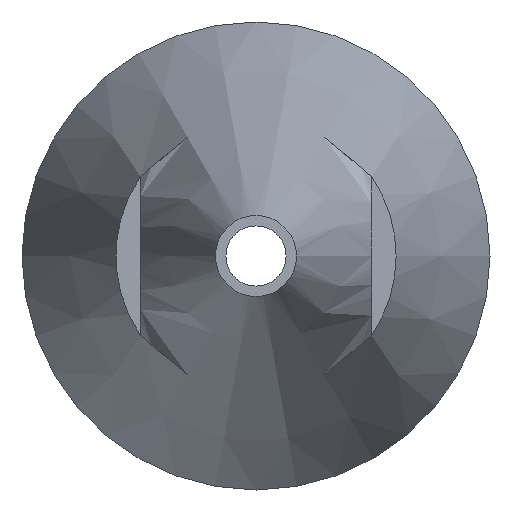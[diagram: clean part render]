
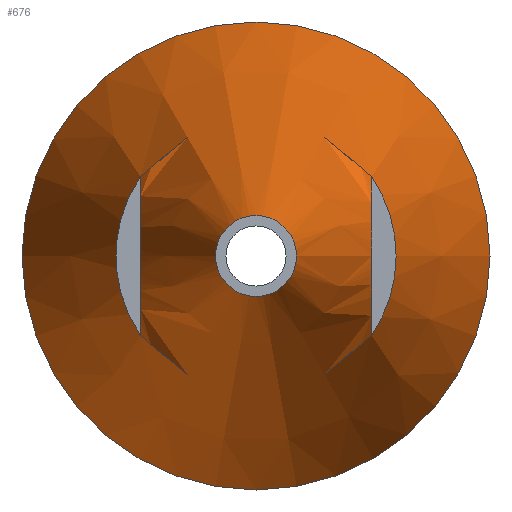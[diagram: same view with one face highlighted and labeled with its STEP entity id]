
A CAD part, left-side view. The second image highlights one B-rep face of the part: STEP entity #676.
In plain terms, the highlighted conical face has half-angle 18.872 degrees and reference radius 3.531 mm.
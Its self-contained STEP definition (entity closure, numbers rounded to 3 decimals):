
#15=CONICAL_SURFACE('',#731,3.531,0.329);
#17=(
BOUNDED_CURVE()
B_SPLINE_CURVE(2,(#3122,#3123,#3124),.UNSPECIFIED.,.F.,.F.)
B_SPLINE_CURVE_WITH_KNOTS((3,3),(0.205,0.41),
 .UNSPECIFIED.)
CURVE()
GEOMETRIC_REPRESENTATION_ITEM()
RATIONAL_B_SPLINE_CURVE((1.,1.015,1.))
REPRESENTATION_ITEM('')
);
#18=(
BOUNDED_CURVE()
B_SPLINE_CURVE(2,(#3126,#3127,#3128),.UNSPECIFIED.,.F.,.F.)
B_SPLINE_CURVE_WITH_KNOTS((3,3),(0.,0.205),.UNSPECIFIED.)
CURVE()
GEOMETRIC_REPRESENTATION_ITEM()
RATIONAL_B_SPLINE_CURVE((1.,1.015,1.))
REPRESENTATION_ITEM('')
);
#19=(
BOUNDED_CURVE()
B_SPLINE_CURVE(2,(#3129,#3130,#3131),.UNSPECIFIED.,.F.,.F.)
B_SPLINE_CURVE_WITH_KNOTS((3,3),(0.,0.275),.UNSPECIFIED.)
CURVE()
GEOMETRIC_REPRESENTATION_ITEM()
RATIONAL_B_SPLINE_CURVE((1.,1.011,1.))
REPRESENTATION_ITEM('')
);
#20=(
BOUNDED_CURVE()
B_SPLINE_CURVE(2,(#3132,#3133,#3134),.UNSPECIFIED.,.F.,.F.)
B_SPLINE_CURVE_WITH_KNOTS((3,3),(0.,0.275),.UNSPECIFIED.)
CURVE()
GEOMETRIC_REPRESENTATION_ITEM()
RATIONAL_B_SPLINE_CURVE((1.,1.011,1.))
REPRESENTATION_ITEM('')
);
#21=(
BOUNDED_CURVE()
B_SPLINE_CURVE(2,(#3138,#3139,#3140),.UNSPECIFIED.,.F.,.F.)
B_SPLINE_CURVE_WITH_KNOTS((3,3),(0.205,0.41),
 .UNSPECIFIED.)
CURVE()
GEOMETRIC_REPRESENTATION_ITEM()
RATIONAL_B_SPLINE_CURVE((1.,1.015,1.))
REPRESENTATION_ITEM('')
);
#22=(
BOUNDED_CURVE()
B_SPLINE_CURVE(2,(#3142,#3143,#3144),.UNSPECIFIED.,.F.,.F.)
B_SPLINE_CURVE_WITH_KNOTS((3,3),(0.,0.205),.UNSPECIFIED.)
CURVE()
GEOMETRIC_REPRESENTATION_ITEM()
RATIONAL_B_SPLINE_CURVE((1.,1.015,1.))
REPRESENTATION_ITEM('')
);
#23=(
BOUNDED_CURVE()
B_SPLINE_CURVE(2,(#3145,#3146,#3147),.UNSPECIFIED.,.F.,.F.)
B_SPLINE_CURVE_WITH_KNOTS((3,3),(0.,0.275),.UNSPECIFIED.)
CURVE()
GEOMETRIC_REPRESENTATION_ITEM()
RATIONAL_B_SPLINE_CURVE((1.,1.011,1.))
REPRESENTATION_ITEM('')
);
#24=(
BOUNDED_CURVE()
B_SPLINE_CURVE(2,(#3148,#3149,#3150),.UNSPECIFIED.,.F.,.F.)
B_SPLINE_CURVE_WITH_KNOTS((3,3),(0.,0.275),.UNSPECIFIED.)
CURVE()
GEOMETRIC_REPRESENTATION_ITEM()
RATIONAL_B_SPLINE_CURVE((1.,1.011,1.))
REPRESENTATION_ITEM('')
);
#28=FACE_BOUND('',#124,.T.);
#80=FACE_OUTER_BOUND('',#123,.T.);
#123=EDGE_LOOP('',(#581,#582,#583,#584,#585,#586,#587,#588,#589,#590,#591,
#592));
#124=EDGE_LOOP('',(#593,#594,#595,#596,#597));
#145=CIRCLE('',#715,6.064);
#146=CIRCLE('',#717,6.064);
#147=CIRCLE('',#718,6.064);
#150=CIRCLE('',#726,10.125);
#152=CIRCLE('',#732,1.75);
#222=LINE('',#3154,#245);
#223=LINE('',#3156,#246);
#245=VECTOR('',#857,3.531);
#246=VECTOR('',#858,3.531);
#298=VERTEX_POINT('',#3096);
#299=VERTEX_POINT('',#3097);
#300=VERTEX_POINT('',#3101);
#301=VERTEX_POINT('',#3102);
#302=VERTEX_POINT('',#3104);
#305=VERTEX_POINT('',#3117);
#306=VERTEX_POINT('',#3120);
#307=VERTEX_POINT('',#3121);
#308=VERTEX_POINT('',#3125);
#309=VERTEX_POINT('',#3136);
#310=VERTEX_POINT('',#3137);
#311=VERTEX_POINT('',#3141);
#312=VERTEX_POINT('',#3155);
#389=EDGE_CURVE('',#298,#299,#145,.T.);
#391=EDGE_CURVE('',#300,#301,#146,.T.);
#393=EDGE_CURVE('',#301,#302,#147,.T.);
#397=EDGE_CURVE('',#305,#305,#150,.T.);
#398=EDGE_CURVE('',#306,#307,#17,.T.);
#399=EDGE_CURVE('',#308,#306,#18,.T.);
#400=EDGE_CURVE('',#299,#308,#19,.T.);
#401=EDGE_CURVE('',#307,#298,#20,.T.);
#402=EDGE_CURVE('',#309,#310,#21,.T.);
#403=EDGE_CURVE('',#311,#309,#22,.T.);
#404=EDGE_CURVE('',#302,#311,#23,.T.);
#405=EDGE_CURVE('',#310,#300,#24,.T.);
#407=EDGE_CURVE('',#305,#301,#222,.T.);
#408=EDGE_CURVE('',#309,#312,#223,.T.);
#409=EDGE_CURVE('',#312,#312,#152,.T.);
#581=ORIENTED_EDGE('',*,*,#397,.F.);
#582=ORIENTED_EDGE('',*,*,#407,.T.);
#583=ORIENTED_EDGE('',*,*,#393,.T.);
#584=ORIENTED_EDGE('',*,*,#404,.T.);
#585=ORIENTED_EDGE('',*,*,#403,.T.);
#586=ORIENTED_EDGE('',*,*,#408,.T.);
#587=ORIENTED_EDGE('',*,*,#409,.T.);
#588=ORIENTED_EDGE('',*,*,#408,.F.);
#589=ORIENTED_EDGE('',*,*,#402,.T.);
#590=ORIENTED_EDGE('',*,*,#405,.T.);
#591=ORIENTED_EDGE('',*,*,#391,.T.);
#592=ORIENTED_EDGE('',*,*,#407,.F.);
#593=ORIENTED_EDGE('',*,*,#399,.T.);
#594=ORIENTED_EDGE('',*,*,#398,.T.);
#595=ORIENTED_EDGE('',*,*,#401,.T.);
#596=ORIENTED_EDGE('',*,*,#389,.T.);
#597=ORIENTED_EDGE('',*,*,#400,.T.);
#676=ADVANCED_FACE('',(#80,#28),#15,.T.);
#715=AXIS2_PLACEMENT_3D('',#3098,#820,#821);
#717=AXIS2_PLACEMENT_3D('',#3103,#825,#826);
#718=AXIS2_PLACEMENT_3D('',#3106,#828,#829);
#726=AXIS2_PLACEMENT_3D('',#3118,#845,#846);
#731=AXIS2_PLACEMENT_3D('',#3153,#855,#856);
#732=AXIS2_PLACEMENT_3D('',#3157,#859,#860);
#820=DIRECTION('center_axis',(1.,0.,0.));
#821=DIRECTION('ref_axis',(0.,1.,0.));
#825=DIRECTION('center_axis',(1.,0.,0.));
#826=DIRECTION('ref_axis',(0.,1.,0.));
#828=DIRECTION('center_axis',(1.,0.,0.));
#829=DIRECTION('ref_axis',(0.,1.,0.));
#845=DIRECTION('center_axis',(1.,0.,0.));
#846=DIRECTION('ref_axis',(0.,0.,-1.));
#855=DIRECTION('center_axis',(1.,0.,0.));
#856=DIRECTION('ref_axis',(0.,1.,0.));
#857=DIRECTION('',(-0.946,0.323,0.));
#858=DIRECTION('',(-0.946,0.323,0.));
#859=DIRECTION('center_axis',(1.,0.,0.));
#860=DIRECTION('ref_axis',(0.,0.,-1.));
#3096=CARTESIAN_POINT('',(-10.94,5.,-3.431));
#3097=CARTESIAN_POINT('',(-10.94,5.,3.431));
#3098=CARTESIAN_POINT('Origin',(-10.94,0.,0.));
#3101=CARTESIAN_POINT('',(-10.94,-5.,3.431));
#3102=CARTESIAN_POINT('',(-10.94,-6.064,0.));
#3103=CARTESIAN_POINT('Origin',(-10.94,0.,0.));
#3104=CARTESIAN_POINT('',(-10.94,-5.,-3.431));
#3106=CARTESIAN_POINT('Origin',(-10.94,0.,0.));
#3117=CARTESIAN_POINT('',(0.94,-10.125,0.));
#3118=CARTESIAN_POINT('Origin',(0.94,0.,0.));
#3120=CARTESIAN_POINT('',(-14.053,5.,0.));
#3121=CARTESIAN_POINT('',(-13.14,5.,-1.794));
#3122=CARTESIAN_POINT('Ctrl Pts',(-14.053,5.,0.));
#3123=CARTESIAN_POINT('Ctrl Pts',(-14.053,5.,-0.87));
#3124=CARTESIAN_POINT('Ctrl Pts',(-13.14,5.,-1.794));
#3125=CARTESIAN_POINT('',(-13.14,5.,1.794));
#3126=CARTESIAN_POINT('Ctrl Pts',(-13.14,5.,1.794));
#3127=CARTESIAN_POINT('Ctrl Pts',(-14.053,5.,0.87));
#3128=CARTESIAN_POINT('Ctrl Pts',(-14.053,5.,0.));
#3129=CARTESIAN_POINT('Ctrl Pts',(-10.94,5.,3.431));
#3130=CARTESIAN_POINT('Ctrl Pts',(-12.385,5.,2.558));
#3131=CARTESIAN_POINT('Ctrl Pts',(-13.14,5.,1.794));
#3132=CARTESIAN_POINT('Ctrl Pts',(-13.14,5.,-1.794));
#3133=CARTESIAN_POINT('Ctrl Pts',(-12.385,5.,-2.558));
#3134=CARTESIAN_POINT('Ctrl Pts',(-10.94,5.,-3.431));
#3136=CARTESIAN_POINT('',(-14.053,-5.,0.));
#3137=CARTESIAN_POINT('',(-13.14,-5.,1.794));
#3138=CARTESIAN_POINT('Ctrl Pts',(-14.053,-5.,0.));
#3139=CARTESIAN_POINT('Ctrl Pts',(-14.053,-5.,0.87));
#3140=CARTESIAN_POINT('Ctrl Pts',(-13.14,-5.,1.794));
#3141=CARTESIAN_POINT('',(-13.14,-5.,-1.794));
#3142=CARTESIAN_POINT('Ctrl Pts',(-13.14,-5.,-1.794));
#3143=CARTESIAN_POINT('Ctrl Pts',(-14.053,-5.,-0.87));
#3144=CARTESIAN_POINT('Ctrl Pts',(-14.053,-5.,0.));
#3145=CARTESIAN_POINT('Ctrl Pts',(-10.94,-5.,-3.431));
#3146=CARTESIAN_POINT('Ctrl Pts',(-12.385,-5.,-2.558));
#3147=CARTESIAN_POINT('Ctrl Pts',(-13.14,-5.,-1.794));
#3148=CARTESIAN_POINT('Ctrl Pts',(-13.14,-5.,1.794));
#3149=CARTESIAN_POINT('Ctrl Pts',(-12.385,-5.,2.558));
#3150=CARTESIAN_POINT('Ctrl Pts',(-10.94,-5.,3.431));
#3153=CARTESIAN_POINT('Origin',(-18.35,0.,
0.));
#3154=CARTESIAN_POINT('',(-18.35,-3.531,0.));
#3155=CARTESIAN_POINT('',(-23.56,-1.75,0.));
#3156=CARTESIAN_POINT('',(-18.35,-3.531,0.));
#3157=CARTESIAN_POINT('Origin',(-23.56,0.,0.));
